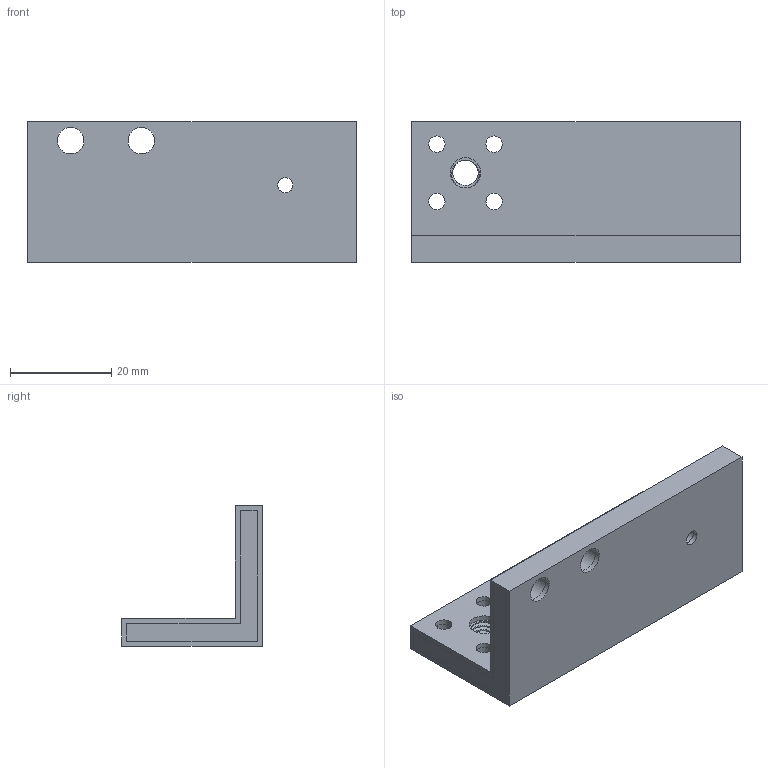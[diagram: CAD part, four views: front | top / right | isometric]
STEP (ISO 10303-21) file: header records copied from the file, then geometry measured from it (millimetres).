
FILE_DESCRIPTION(/* description */ (''),/* implementation_level */ '2;1');
FILE_NAME(/* name */ 'rotoforgeender3mount v4.step',/* time_stamp */ '2023-01-31T12:53:59-06:00',/* author */ (''),/* organization */ (''),/* preprocessor_version */ 'ST-DEVELOPER v19.2',/* originating_system */ 'Autodesk Translation Framework v11.17.0.187',/* authorisation */ '');
FILE_SCHEMA (('AUTOMOTIVE_DESIGN { 1 0 10303 214 3 1 1 }'));
Length unit declared in the file: millimetre
Products named in the file (1): rotoforgeender3mount
Bounding box: 65 x 27.8 x 27.8 mm (x, y, z)
Volume: 17143.7 mm3; surface area: 21244 mm2
Topology: 2 solids, 2 shells, 57 faces, 156 edges, 104 vertices
Faces by surface type: cylinder 32, plane 23, bspline 2
Full cylindrical faces by diameter (mm): 3 x3, 3.25 x12, 5.035 x1, 5.25 x6, 6 x2, 6.147 x1
Entity records: 2705 total; most frequent: CARTESIAN_POINT 1118, ORIENTED_EDGE 312, DIRECTION 296, EDGE_CURVE 156, EDGE_LOOP 106, AXIS2_PLACEMENT_3D 106, VERTEX_POINT 104, LINE 84
